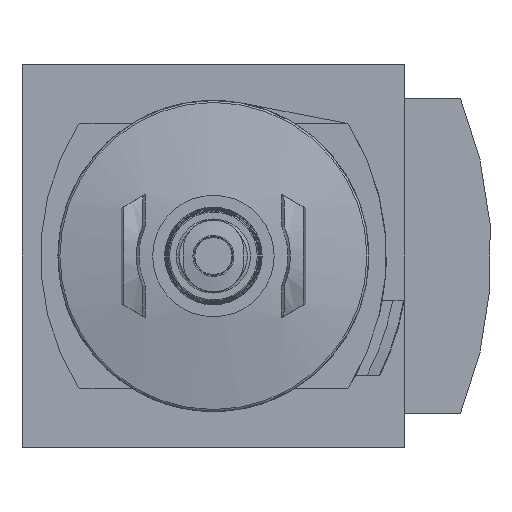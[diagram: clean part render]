
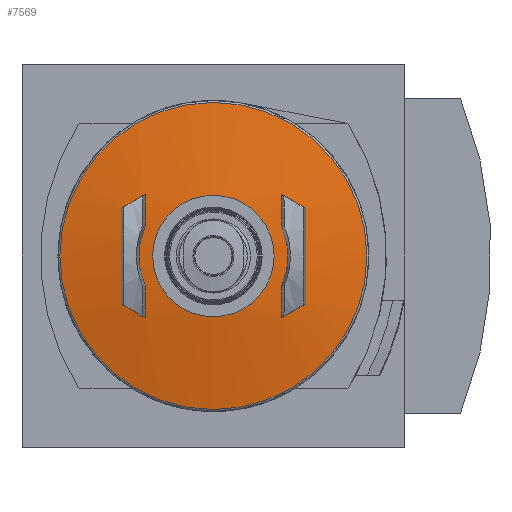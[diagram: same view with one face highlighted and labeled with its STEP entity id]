
A CAD part, front view. The second image highlights one B-rep face of the part: STEP entity #7569.
In plain terms, the highlighted spherical face has radius 110 mm.
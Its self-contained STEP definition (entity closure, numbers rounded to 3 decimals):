
#30=SPHERICAL_SURFACE('',#8032,110.);
#1455=CIRCLE('',#7999,109.361);
#1456=CIRCLE('',#8001,109.618);
#1457=CIRCLE('',#8003,9.837);
#1458=CIRCLE('',#8005,12.072);
#1459=CIRCLE('',#8007,109.618);
#1460=CIRCLE('',#8009,109.361);
#1461=CIRCLE('',#8011,109.085);
#1462=CIRCLE('',#8013,108.704);
#1463=CIRCLE('',#8015,109.085);
#1464=CIRCLE('',#8017,109.361);
#1465=CIRCLE('',#8019,109.618);
#1466=CIRCLE('',#8021,12.072);
#1467=CIRCLE('',#8023,109.618);
#1468=CIRCLE('',#8025,109.361);
#1469=CIRCLE('',#8027,109.085);
#1470=CIRCLE('',#8029,108.704);
#1471=CIRCLE('',#8031,109.085);
#1472=CIRCLE('',#8033,24.87);
#2771=ORIENTED_EDGE('',*,*,#3731,.T.);
#2772=ORIENTED_EDGE('',*,*,#3704,.T.);
#2773=ORIENTED_EDGE('',*,*,#3701,.T.);
#2774=ORIENTED_EDGE('',*,*,#3698,.T.);
#2775=ORIENTED_EDGE('',*,*,#3714,.T.);
#2776=ORIENTED_EDGE('',*,*,#3712,.T.);
#2777=ORIENTED_EDGE('',*,*,#3710,.T.);
#2778=ORIENTED_EDGE('',*,*,#3708,.T.);
#2779=ORIENTED_EDGE('',*,*,#3706,.T.);
#2780=ORIENTED_EDGE('',*,*,#3730,.T.);
#2781=ORIENTED_EDGE('',*,*,#3728,.T.);
#2782=ORIENTED_EDGE('',*,*,#3726,.T.);
#2783=ORIENTED_EDGE('',*,*,#3724,.T.);
#2784=ORIENTED_EDGE('',*,*,#3722,.T.);
#2785=ORIENTED_EDGE('',*,*,#3720,.T.);
#2786=ORIENTED_EDGE('',*,*,#3718,.T.);
#2787=ORIENTED_EDGE('',*,*,#3715,.T.);
#2788=ORIENTED_EDGE('',*,*,#3703,.F.);
#3698=EDGE_CURVE('',#4275,#4276,#1455,.T.);
#3701=EDGE_CURVE('',#4277,#4275,#1456,.T.);
#3703=EDGE_CURVE('',#4278,#4278,#1457,.T.);
#3704=EDGE_CURVE('',#4279,#4277,#1458,.F.);
#3706=EDGE_CURVE('',#4280,#4279,#1459,.T.);
#3708=EDGE_CURVE('',#4281,#4280,#1460,.T.);
#3710=EDGE_CURVE('',#4282,#4281,#1461,.T.);
#3712=EDGE_CURVE('',#4283,#4282,#1462,.T.);
#3714=EDGE_CURVE('',#4276,#4283,#1463,.T.);
#3715=EDGE_CURVE('',#4284,#4285,#1464,.T.);
#3718=EDGE_CURVE('',#4286,#4284,#1465,.T.);
#3720=EDGE_CURVE('',#4287,#4286,#1466,.F.);
#3722=EDGE_CURVE('',#4288,#4287,#1467,.T.);
#3724=EDGE_CURVE('',#4289,#4288,#1468,.T.);
#3726=EDGE_CURVE('',#4290,#4289,#1469,.T.);
#3728=EDGE_CURVE('',#4291,#4290,#1470,.T.);
#3730=EDGE_CURVE('',#4285,#4291,#1471,.T.);
#3731=EDGE_CURVE('',#4292,#4292,#1472,.T.);
#4275=VERTEX_POINT('',#11083);
#4276=VERTEX_POINT('',#11084);
#4277=VERTEX_POINT('',#11089);
#4278=VERTEX_POINT('',#11096);
#4279=VERTEX_POINT('',#11099);
#4280=VERTEX_POINT('',#11106);
#4281=VERTEX_POINT('',#11110);
#4282=VERTEX_POINT('',#11114);
#4283=VERTEX_POINT('',#11118);
#4284=VERTEX_POINT('',#11124);
#4285=VERTEX_POINT('',#11125);
#4286=VERTEX_POINT('',#11130);
#4287=VERTEX_POINT('',#11137);
#4288=VERTEX_POINT('',#11144);
#4289=VERTEX_POINT('',#11148);
#4290=VERTEX_POINT('',#11152);
#4291=VERTEX_POINT('',#11156);
#4292=VERTEX_POINT('',#11162);
#4643=EDGE_LOOP('',(#2771));
#4644=EDGE_LOOP('',(#2772,#2773,#2774,#2775,#2776,#2777,#2778,#2779));
#4645=EDGE_LOOP('',(#2780,#2781,#2782,#2783,#2784,#2785,#2786,#2787));
#4646=EDGE_LOOP('',(#2788));
#5013=FACE_BOUND('',#4643,.T.);
#5014=FACE_BOUND('',#4644,.T.);
#5015=FACE_BOUND('',#4645,.T.);
#5016=FACE_BOUND('',#4646,.T.);
#7569=ADVANCED_FACE('',(#5013,#5014,#5015,#5016),#30,.T.);
#7999=AXIS2_PLACEMENT_3D('',#11082,#9340,#9341);
#8001=AXIS2_PLACEMENT_3D('',#11088,#9346,#9347);
#8003=AXIS2_PLACEMENT_3D('',#11095,#9350,#9351);
#8005=AXIS2_PLACEMENT_3D('',#11098,#9354,#9355);
#8007=AXIS2_PLACEMENT_3D('',#11105,#9358,#9359);
#8009=AXIS2_PLACEMENT_3D('',#11109,#9363,#9364);
#8011=AXIS2_PLACEMENT_3D('',#11113,#9368,#9369);
#8013=AXIS2_PLACEMENT_3D('',#11117,#9373,#9374);
#8015=AXIS2_PLACEMENT_3D('',#11121,#9378,#9379);
#8017=AXIS2_PLACEMENT_3D('',#11123,#9382,#9383);
#8019=AXIS2_PLACEMENT_3D('',#11129,#9388,#9389);
#8021=AXIS2_PLACEMENT_3D('',#11136,#9392,#9393);
#8023=AXIS2_PLACEMENT_3D('',#11143,#9396,#9397);
#8025=AXIS2_PLACEMENT_3D('',#11147,#9401,#9402);
#8027=AXIS2_PLACEMENT_3D('',#11151,#9406,#9407);
#8029=AXIS2_PLACEMENT_3D('',#11155,#9411,#9412);
#8031=AXIS2_PLACEMENT_3D('',#11159,#9416,#9417);
#8032=AXIS2_PLACEMENT_3D('',#11160,#9418,#9419);
#8033=AXIS2_PLACEMENT_3D('',#11161,#9420,#9421);
#9340=DIRECTION('',(0.,-0.017,1.));
#9341=DIRECTION('',(0.,-1.,-0.017));
#9346=DIRECTION('',(-1.,-0.017,0.));
#9347=DIRECTION('',(0.017,-1.,0.));
#9350=DIRECTION('',(0.,-1.,0.));
#9351=DIRECTION('',(0.,0.,-1.));
#9354=DIRECTION('',(0.,1.,0.));
#9355=DIRECTION('',(0.,0.,1.));
#9358=DIRECTION('',(-1.,-0.017,0.));
#9359=DIRECTION('',(0.017,-1.,0.));
#9363=DIRECTION('',(0.,-0.017,-1.));
#9364=DIRECTION('',(0.,1.,-0.017));
#9368=DIRECTION('',(0.5,0.,-0.866));
#9369=DIRECTION('',(-0.866,0.,-0.5));
#9373=DIRECTION('',(1.,-0.017,0.));
#9374=DIRECTION('',(0.017,1.,0.));
#9378=DIRECTION('',(0.5,0.,0.866));
#9379=DIRECTION('',(0.866,0.,-0.5));
#9382=DIRECTION('',(0.,-0.017,-1.));
#9383=DIRECTION('',(0.,1.,-0.017));
#9388=DIRECTION('',(1.,-0.017,0.));
#9389=DIRECTION('',(0.017,1.,0.));
#9392=DIRECTION('',(0.,1.,0.));
#9393=DIRECTION('',(0.,0.,1.));
#9396=DIRECTION('',(1.,-0.017,0.));
#9397=DIRECTION('',(0.017,1.,0.));
#9401=DIRECTION('',(0.,-0.017,1.));
#9402=DIRECTION('',(0.,-1.,-0.017));
#9406=DIRECTION('',(-0.5,0.,0.866));
#9407=DIRECTION('',(0.866,0.,0.5));
#9411=DIRECTION('',(-1.,-0.017,0.));
#9412=DIRECTION('',(0.017,-1.,0.));
#9416=DIRECTION('',(-0.5,0.,-0.866));
#9417=DIRECTION('',(-0.866,0.,0.5));
#9418=DIRECTION('',(0.,-1.,0.));
#9419=DIRECTION('',(1.,0.,0.));
#9420=DIRECTION('',(0.,-1.,0.));
#9421=DIRECTION('',(0.,0.,-1.));
#11082=CARTESIAN_POINT('',(0.,-45.977,11.833));
#11083=CARTESIAN_POINT('',(11.066,-154.761,9.934));
#11084=CARTESIAN_POINT('',(11.114,-154.756,9.934));
#11088=CARTESIAN_POINT('',(9.16,-45.611,0.));
#11089=CARTESIAN_POINT('',(11.072,-155.106,4.811));
#11095=CARTESIAN_POINT('',(0.,-155.33,0.));
#11096=CARTESIAN_POINT('',(0.,-155.33,-9.837));
#11098=CARTESIAN_POINT('',(0.,-155.106,0.));
#11099=CARTESIAN_POINT('',(11.072,-155.106,-4.811));
#11105=CARTESIAN_POINT('',(9.16,-45.611,0.));
#11106=CARTESIAN_POINT('',(11.066,-154.761,-9.934));
#11109=CARTESIAN_POINT('',(0.,-45.977,-11.833));
#11110=CARTESIAN_POINT('',(11.114,-154.756,-9.934));
#11113=CARTESIAN_POINT('',(7.08,-45.771,-12.263));
#11114=CARTESIAN_POINT('',(14.939,-154.477,-7.726));
#11117=CARTESIAN_POINT('',(16.832,-46.065,0.));
#11118=CARTESIAN_POINT('',(14.939,-154.477,7.726));
#11121=CARTESIAN_POINT('',(7.08,-45.771,12.263));
#11123=CARTESIAN_POINT('',(0.,-45.977,-11.833));
#11124=CARTESIAN_POINT('',(-11.066,-154.761,-9.934));
#11125=CARTESIAN_POINT('',(-11.114,-154.756,-9.934));
#11129=CARTESIAN_POINT('',(-9.16,-45.611,0.));
#11130=CARTESIAN_POINT('',(-11.072,-155.106,-4.811));
#11136=CARTESIAN_POINT('',(0.,-155.106,0.));
#11137=CARTESIAN_POINT('',(-11.072,-155.106,4.811));
#11143=CARTESIAN_POINT('',(-9.16,-45.611,0.));
#11144=CARTESIAN_POINT('',(-11.066,-154.761,9.934));
#11147=CARTESIAN_POINT('',(0.,-45.977,11.833));
#11148=CARTESIAN_POINT('',(-11.114,-154.756,9.934));
#11151=CARTESIAN_POINT('',(-7.08,-45.771,12.263));
#11152=CARTESIAN_POINT('',(-14.939,-154.477,7.726));
#11155=CARTESIAN_POINT('',(-16.832,-46.065,0.));
#11156=CARTESIAN_POINT('',(-14.939,-154.477,-7.726));
#11159=CARTESIAN_POINT('',(-7.08,-45.771,-12.263));
#11160=CARTESIAN_POINT('',(0.,-45.771,0.));
#11161=CARTESIAN_POINT('',(0.,-152.922,0.));
#11162=CARTESIAN_POINT('',(0.,-152.922,-24.87));
